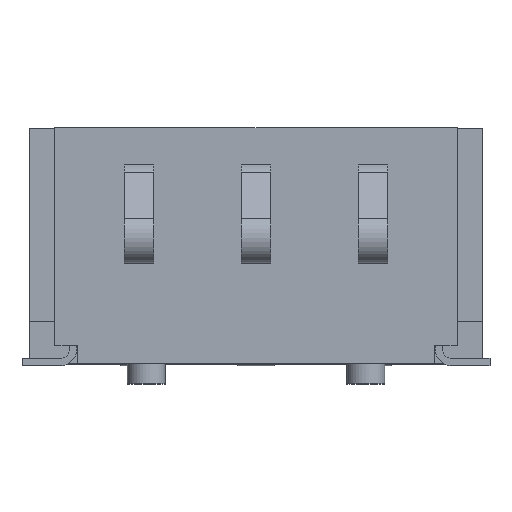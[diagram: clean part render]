
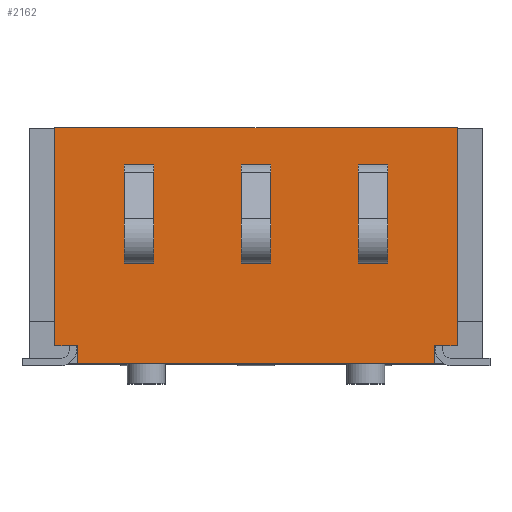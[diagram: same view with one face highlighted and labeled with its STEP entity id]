
A CAD part, top view. The second image highlights one B-rep face of the part: STEP entity #2162.
In plain terms, the highlighted planar face has unit normal (0, 0, 1).
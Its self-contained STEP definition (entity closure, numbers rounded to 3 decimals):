
#100=DIRECTION('',(1.,0.,0.));
#101=VECTOR('',#100,9.78);
#102=CARTESIAN_POINT('',(-4.89,0.05,0.));
#103=LINE('',#102,#101);
#308=DIRECTION('',(0.,1.,0.));
#309=VECTOR('',#308,5.95);
#310=CARTESIAN_POINT('',(5.5,0.55,0.));
#311=LINE('',#310,#309);
#328=DIRECTION('',(-1.,0.,0.));
#329=VECTOR('',#328,0.61);
#330=CARTESIAN_POINT('',(5.5,0.55,0.));
#331=LINE('',#330,#329);
#332=DIRECTION('',(0.,1.,0.));
#333=VECTOR('',#332,0.5);
#334=CARTESIAN_POINT('',(4.89,0.05,0.));
#335=LINE('',#334,#333);
#336=DIRECTION('',(0.,1.,0.));
#337=VECTOR('',#336,0.5);
#338=CARTESIAN_POINT('',(-4.89,0.05,0.));
#339=LINE('',#338,#337);
#340=DIRECTION('',(1.,0.,0.));
#341=VECTOR('',#340,0.61);
#342=CARTESIAN_POINT('',(-5.5,0.55,0.));
#343=LINE('',#342,#341);
#344=DIRECTION('',(0.,1.,0.));
#345=VECTOR('',#344,5.95);
#346=CARTESIAN_POINT('',(-5.5,0.55,0.));
#347=LINE('',#346,#345);
#348=DIRECTION('',(1.,0.,0.));
#349=VECTOR('',#348,0.8);
#350=CARTESIAN_POINT('',(2.8,5.492,0.));
#351=LINE('',#350,#349);
#352=DIRECTION('',(0.,1.,0.));
#353=VECTOR('',#352,0.164);
#354=CARTESIAN_POINT('',(2.8,5.328,0.));
#355=LINE('',#354,#353);
#356=DIRECTION('',(1.,0.,0.));
#357=VECTOR('',#356,0.8);
#358=CARTESIAN_POINT('',(2.8,5.328,0.));
#359=LINE('',#358,#357);
#360=DIRECTION('',(0.,1.,0.));
#361=VECTOR('',#360,0.164);
#362=CARTESIAN_POINT('',(3.6,5.328,0.));
#363=LINE('',#362,#361);
#364=DIRECTION('',(1.,0.,0.));
#365=VECTOR('',#364,0.8);
#366=CARTESIAN_POINT('',(2.8,2.8,0.));
#367=LINE('',#366,#365);
#368=DIRECTION('',(0.,1.,0.));
#369=VECTOR('',#368,0.15);
#370=CARTESIAN_POINT('',(3.6,2.8,0.));
#371=LINE('',#370,#369);
#372=DIRECTION('',(1.,0.,0.));
#373=VECTOR('',#372,0.8);
#374=CARTESIAN_POINT('',(2.8,2.95,0.));
#375=LINE('',#374,#373);
#376=DIRECTION('',(0.,1.,0.));
#377=VECTOR('',#376,0.15);
#378=CARTESIAN_POINT('',(2.8,2.8,0.));
#379=LINE('',#378,#377);
#380=DIRECTION('',(1.,0.,0.));
#381=VECTOR('',#380,0.8);
#382=CARTESIAN_POINT('',(-0.4,5.492,0.));
#383=LINE('',#382,#381);
#384=DIRECTION('',(0.,1.,0.));
#385=VECTOR('',#384,0.164);
#386=CARTESIAN_POINT('',(-0.4,5.328,0.));
#387=LINE('',#386,#385);
#388=DIRECTION('',(1.,0.,0.));
#389=VECTOR('',#388,0.8);
#390=CARTESIAN_POINT('',(-0.4,5.328,0.));
#391=LINE('',#390,#389);
#392=DIRECTION('',(0.,1.,0.));
#393=VECTOR('',#392,0.164);
#394=CARTESIAN_POINT('',(0.4,5.328,0.));
#395=LINE('',#394,#393);
#396=DIRECTION('',(1.,0.,0.));
#397=VECTOR('',#396,0.8);
#398=CARTESIAN_POINT('',(-0.4,2.8,0.));
#399=LINE('',#398,#397);
#400=DIRECTION('',(0.,1.,0.));
#401=VECTOR('',#400,0.15);
#402=CARTESIAN_POINT('',(0.4,2.8,0.));
#403=LINE('',#402,#401);
#404=DIRECTION('',(1.,0.,0.));
#405=VECTOR('',#404,0.8);
#406=CARTESIAN_POINT('',(-0.4,2.95,0.));
#407=LINE('',#406,#405);
#408=DIRECTION('',(0.,1.,0.));
#409=VECTOR('',#408,0.15);
#410=CARTESIAN_POINT('',(-0.4,2.8,0.));
#411=LINE('',#410,#409);
#412=DIRECTION('',(1.,0.,0.));
#413=VECTOR('',#412,0.8);
#414=CARTESIAN_POINT('',(-3.6,5.492,0.));
#415=LINE('',#414,#413);
#416=DIRECTION('',(0.,1.,0.));
#417=VECTOR('',#416,0.164);
#418=CARTESIAN_POINT('',(-3.6,5.328,0.));
#419=LINE('',#418,#417);
#420=DIRECTION('',(1.,0.,0.));
#421=VECTOR('',#420,0.8);
#422=CARTESIAN_POINT('',(-3.6,5.328,0.));
#423=LINE('',#422,#421);
#424=DIRECTION('',(0.,1.,0.));
#425=VECTOR('',#424,0.164);
#426=CARTESIAN_POINT('',(-2.8,5.328,0.));
#427=LINE('',#426,#425);
#428=DIRECTION('',(1.,0.,0.));
#429=VECTOR('',#428,0.8);
#430=CARTESIAN_POINT('',(-3.6,2.8,0.));
#431=LINE('',#430,#429);
#432=DIRECTION('',(0.,1.,0.));
#433=VECTOR('',#432,0.15);
#434=CARTESIAN_POINT('',(-2.8,2.8,0.));
#435=LINE('',#434,#433);
#436=DIRECTION('',(1.,0.,0.));
#437=VECTOR('',#436,0.8);
#438=CARTESIAN_POINT('',(-3.6,2.95,0.));
#439=LINE('',#438,#437);
#440=DIRECTION('',(0.,1.,0.));
#441=VECTOR('',#440,0.15);
#442=CARTESIAN_POINT('',(-3.6,2.8,0.));
#443=LINE('',#442,#441);
#488=DIRECTION('',(1.,0.,0.));
#489=VECTOR('',#488,11.);
#490=CARTESIAN_POINT('',(-5.5,6.5,0.));
#491=LINE('',#490,#489);
#1360=CARTESIAN_POINT('',(-5.5,6.5,0.));
#1361=CARTESIAN_POINT('',(5.5,6.5,0.));
#1362=VERTEX_POINT('',#1360);
#1363=VERTEX_POINT('',#1361);
#1440=CARTESIAN_POINT('',(4.89,0.05,0.));
#1441=VERTEX_POINT('',#1440);
#1442=CARTESIAN_POINT('',(-4.89,0.05,0.));
#1443=VERTEX_POINT('',#1442);
#1444=CARTESIAN_POINT('',(5.5,0.55,0.));
#1445=CARTESIAN_POINT('',(4.89,0.55,0.));
#1446=VERTEX_POINT('',#1444);
#1447=VERTEX_POINT('',#1445);
#1448=CARTESIAN_POINT('',(-4.89,0.55,0.));
#1449=VERTEX_POINT('',#1448);
#1450=CARTESIAN_POINT('',(-5.5,0.55,0.));
#1451=VERTEX_POINT('',#1450);
#1672=CARTESIAN_POINT('',(2.8,5.492,0.));
#1673=CARTESIAN_POINT('',(3.6,5.492,0.));
#1674=VERTEX_POINT('',#1672);
#1675=VERTEX_POINT('',#1673);
#1676=CARTESIAN_POINT('',(2.8,2.8,0.));
#1677=CARTESIAN_POINT('',(3.6,2.8,0.));
#1678=VERTEX_POINT('',#1676);
#1679=VERTEX_POINT('',#1677);
#1680=CARTESIAN_POINT('',(2.8,2.95,0.));
#1681=CARTESIAN_POINT('',(3.6,2.95,0.));
#1682=VERTEX_POINT('',#1680);
#1683=VERTEX_POINT('',#1681);
#1684=CARTESIAN_POINT('',(2.8,5.328,0.));
#1685=CARTESIAN_POINT('',(3.6,5.328,0.));
#1686=VERTEX_POINT('',#1684);
#1687=VERTEX_POINT('',#1685);
#1712=CARTESIAN_POINT('',(-0.4,5.492,0.));
#1713=CARTESIAN_POINT('',(0.4,5.492,0.));
#1714=VERTEX_POINT('',#1712);
#1715=VERTEX_POINT('',#1713);
#1716=CARTESIAN_POINT('',(-0.4,2.8,0.));
#1717=CARTESIAN_POINT('',(0.4,2.8,0.));
#1718=VERTEX_POINT('',#1716);
#1719=VERTEX_POINT('',#1717);
#1720=CARTESIAN_POINT('',(-0.4,2.95,0.));
#1721=CARTESIAN_POINT('',(0.4,2.95,0.));
#1722=VERTEX_POINT('',#1720);
#1723=VERTEX_POINT('',#1721);
#1724=CARTESIAN_POINT('',(-0.4,5.328,0.));
#1725=CARTESIAN_POINT('',(0.4,5.328,0.));
#1726=VERTEX_POINT('',#1724);
#1727=VERTEX_POINT('',#1725);
#1752=CARTESIAN_POINT('',(-3.6,5.492,0.));
#1753=CARTESIAN_POINT('',(-2.8,5.492,0.));
#1754=VERTEX_POINT('',#1752);
#1755=VERTEX_POINT('',#1753);
#1756=CARTESIAN_POINT('',(-3.6,2.8,0.));
#1757=CARTESIAN_POINT('',(-2.8,2.8,0.));
#1758=VERTEX_POINT('',#1756);
#1759=VERTEX_POINT('',#1757);
#1760=CARTESIAN_POINT('',(-3.6,2.95,0.));
#1761=CARTESIAN_POINT('',(-2.8,2.95,0.));
#1762=VERTEX_POINT('',#1760);
#1763=VERTEX_POINT('',#1761);
#1764=CARTESIAN_POINT('',(-3.6,5.328,0.));
#1765=CARTESIAN_POINT('',(-2.8,5.328,0.));
#1766=VERTEX_POINT('',#1764);
#1767=VERTEX_POINT('',#1765);
#2082=CARTESIAN_POINT('',(-5.5,0.05,0.));
#2083=DIRECTION('',(0.,0.,1.));
#2084=DIRECTION('',(1.,0.,0.));
#2085=AXIS2_PLACEMENT_3D('',#2082,#2083,#2084);
#2086=PLANE('',#2085);
#2087=ORIENTED_EDGE('',*,*,#2063,.T.);
#2089=ORIENTED_EDGE('',*,*,#2088,.F.);
#2090=ORIENTED_EDGE('',*,*,#1777,.F.);
#2092=ORIENTED_EDGE('',*,*,#2091,.T.);
#2094=ORIENTED_EDGE('',*,*,#2093,.F.);
#2096=ORIENTED_EDGE('',*,*,#2095,.T.);
#2098=ORIENTED_EDGE('',*,*,#2097,.T.);
#2099=ORIENTED_EDGE('',*,*,#2051,.F.);
#2100=EDGE_LOOP('',(#2087,#2089,#2090,#2092,#2094,#2096,#2098,#2099));
#2101=FACE_OUTER_BOUND('',#2100,.F.);
#2103=ORIENTED_EDGE('',*,*,#2102,.F.);
#2105=ORIENTED_EDGE('',*,*,#2104,.F.);
#2107=ORIENTED_EDGE('',*,*,#2106,.T.);
#2109=ORIENTED_EDGE('',*,*,#2108,.T.);
#2110=EDGE_LOOP('',(#2103,#2105,#2107,#2109));
#2111=FACE_BOUND('',#2110,.F.);
#2113=ORIENTED_EDGE('',*,*,#2112,.T.);
#2115=ORIENTED_EDGE('',*,*,#2114,.T.);
#2117=ORIENTED_EDGE('',*,*,#2116,.F.);
#2119=ORIENTED_EDGE('',*,*,#2118,.F.);
#2120=EDGE_LOOP('',(#2113,#2115,#2117,#2119));
#2121=FACE_BOUND('',#2120,.F.);
#2123=ORIENTED_EDGE('',*,*,#2122,.F.);
#2125=ORIENTED_EDGE('',*,*,#2124,.F.);
#2127=ORIENTED_EDGE('',*,*,#2126,.T.);
#2129=ORIENTED_EDGE('',*,*,#2128,.T.);
#2130=EDGE_LOOP('',(#2123,#2125,#2127,#2129));
#2131=FACE_BOUND('',#2130,.F.);
#2133=ORIENTED_EDGE('',*,*,#2132,.T.);
#2135=ORIENTED_EDGE('',*,*,#2134,.T.);
#2137=ORIENTED_EDGE('',*,*,#2136,.F.);
#2139=ORIENTED_EDGE('',*,*,#2138,.F.);
#2140=EDGE_LOOP('',(#2133,#2135,#2137,#2139));
#2141=FACE_BOUND('',#2140,.F.);
#2143=ORIENTED_EDGE('',*,*,#2142,.F.);
#2145=ORIENTED_EDGE('',*,*,#2144,.F.);
#2147=ORIENTED_EDGE('',*,*,#2146,.T.);
#2149=ORIENTED_EDGE('',*,*,#2148,.T.);
#2150=EDGE_LOOP('',(#2143,#2145,#2147,#2149));
#2151=FACE_BOUND('',#2150,.F.);
#2153=ORIENTED_EDGE('',*,*,#2152,.T.);
#2155=ORIENTED_EDGE('',*,*,#2154,.T.);
#2157=ORIENTED_EDGE('',*,*,#2156,.F.);
#2159=ORIENTED_EDGE('',*,*,#2158,.F.);
#2160=EDGE_LOOP('',(#2153,#2155,#2157,#2159));
#2161=FACE_BOUND('',#2160,.F.);
#2162=ADVANCED_FACE('',(#2101,#2111,#2121,#2131,#2141,#2151,#2161),#2086,.T.);
#1777=EDGE_CURVE('',#1443,#1441,#103,.T.);
#2051=EDGE_CURVE('',#1446,#1363,#311,.T.);
#2063=EDGE_CURVE('',#1446,#1447,#331,.T.);
#2088=EDGE_CURVE('',#1441,#1447,#335,.T.);
#2091=EDGE_CURVE('',#1443,#1449,#339,.T.);
#2093=EDGE_CURVE('',#1451,#1449,#343,.T.);
#2095=EDGE_CURVE('',#1451,#1362,#347,.T.);
#2097=EDGE_CURVE('',#1362,#1363,#491,.T.);
#2102=EDGE_CURVE('',#1674,#1675,#351,.T.);
#2104=EDGE_CURVE('',#1686,#1674,#355,.T.);
#2106=EDGE_CURVE('',#1686,#1687,#359,.T.);
#2108=EDGE_CURVE('',#1687,#1675,#363,.T.);
#2112=EDGE_CURVE('',#1678,#1679,#367,.T.);
#2114=EDGE_CURVE('',#1679,#1683,#371,.T.);
#2116=EDGE_CURVE('',#1682,#1683,#375,.T.);
#2118=EDGE_CURVE('',#1678,#1682,#379,.T.);
#2122=EDGE_CURVE('',#1714,#1715,#383,.T.);
#2124=EDGE_CURVE('',#1726,#1714,#387,.T.);
#2126=EDGE_CURVE('',#1726,#1727,#391,.T.);
#2128=EDGE_CURVE('',#1727,#1715,#395,.T.);
#2132=EDGE_CURVE('',#1718,#1719,#399,.T.);
#2134=EDGE_CURVE('',#1719,#1723,#403,.T.);
#2136=EDGE_CURVE('',#1722,#1723,#407,.T.);
#2138=EDGE_CURVE('',#1718,#1722,#411,.T.);
#2142=EDGE_CURVE('',#1754,#1755,#415,.T.);
#2144=EDGE_CURVE('',#1766,#1754,#419,.T.);
#2146=EDGE_CURVE('',#1766,#1767,#423,.T.);
#2148=EDGE_CURVE('',#1767,#1755,#427,.T.);
#2152=EDGE_CURVE('',#1758,#1759,#431,.T.);
#2154=EDGE_CURVE('',#1759,#1763,#435,.T.);
#2156=EDGE_CURVE('',#1762,#1763,#439,.T.);
#2158=EDGE_CURVE('',#1758,#1762,#443,.T.);
